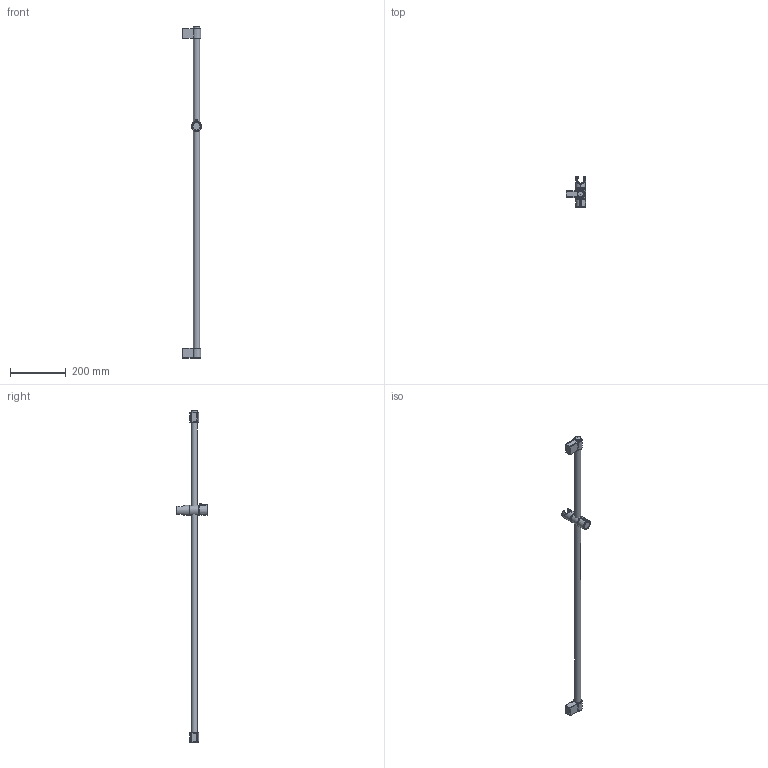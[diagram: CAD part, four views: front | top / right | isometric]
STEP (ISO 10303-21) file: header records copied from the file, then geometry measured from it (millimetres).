
FILE_DESCRIPTION(/* description */ ('Unknown'),/* implementation_level */ '2;1');
FILE_NAME(/* name */ '26971001',/* time_stamp */ '2022-09-27T16:26:41+02:00',/* author */ ('Unknown'),/* organization */ ('GROHE AG'),/* preprocessor_version */ 'ST-DEVELOPER v16.7',/* originating_system */ 'DEX',/* authorisation */ $);
FILE_SCHEMA (('AUTOMOTIVE_DESIGN {1 0 10303 214 3 1 1}'));
Length unit declared in the file: millimetre
Products named in the file (2): 26971001; id11
Assembly tree (1 placements, depth 2):
  26971001
    id11
Bounding box: 68.5 x 110.7 x 1191.05 mm (x, y, z)
Surface area: 124042.2 mm2 (no closed solid volume)
Topology: 0 solids, 10 shells, 128 faces, 702 edges, 563 vertices
Faces by surface type: cylinder 36, plane 29, torus 25, bspline 25, cone 9, sphere 4
Full cylindrical faces by diameter (mm): 21.9 x1, 22 x1, 32 x1, 33.4 x2, 36 x2
Entity records: 7960 total; most frequent: CARTESIAN_POINT 2978, ORIENTED_EDGE 871, DIRECTION 814, EDGE_CURVE 666, VERTEX_POINT 549, AXIS2_PLACEMENT_3D 323, B_SPLINE_CURVE_WITH_KNOTS 280, CIRCLE 190
